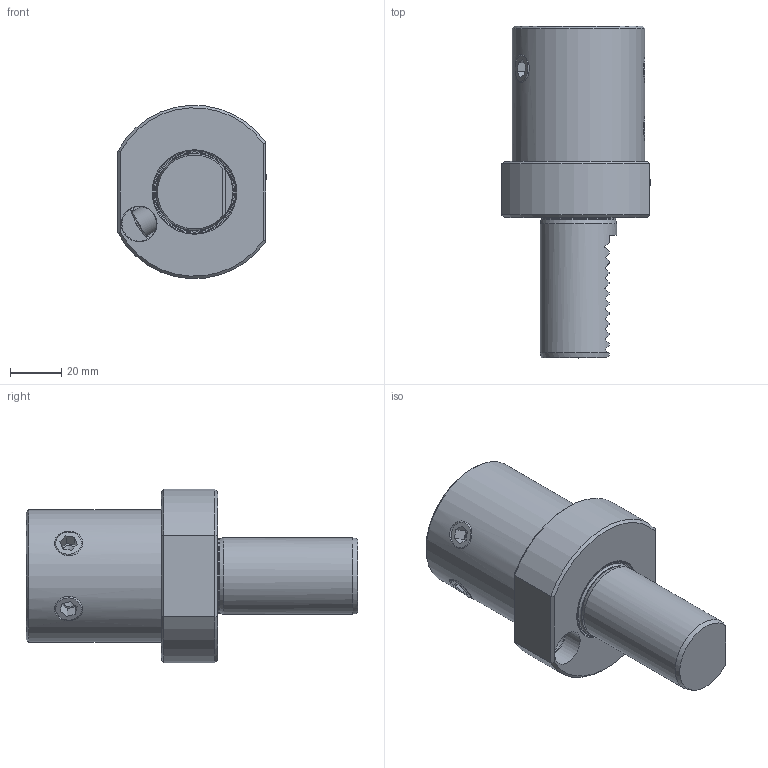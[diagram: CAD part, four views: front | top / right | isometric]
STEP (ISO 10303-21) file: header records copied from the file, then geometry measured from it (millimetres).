
FILE_DESCRIPTION (( 'STEP AP214' ), '1' );
FILE_NAME ('A_E1-30X32.STEP', '2020-12-04T09:19:12', ( '' ), ( '' ), 'SwSTEP 2.0', 'SolidWorks 2016', '' );
FILE_SCHEMA (( 'AUTOMOTIVE_DESIGN' ));
Length unit declared in the file: millimetre
Products named in the file (1): A_E1-30X32
Bounding box: 58.1 x 130 x 67.89 mm (x, y, z)
Surface area: 32357.1 mm2 (no closed solid volume)
Topology: 0 solids, 17 shells, 146 faces, 452 edges, 329 vertices
Faces by surface type: plane 95, cylinder 27, cone 19, torus 3, bspline 2
Full cylindrical faces by diameter (mm): 1.7 x1, 2.1 x1, 6.366 x1, 11 x4, 13.5 x1, 14 x1, 29.1 x1, 30 x1, 32 x1, 52 x1
Entity records: 7396 total; most frequent: CARTESIAN_POINT 2097, ORIENTED_EDGE 697, DIRECTION 684, EDGE_CURVE 419, VERTEX_POINT 326, VECTOR 246, LINE 246, AXIS2_PLACEMENT_3D 219
